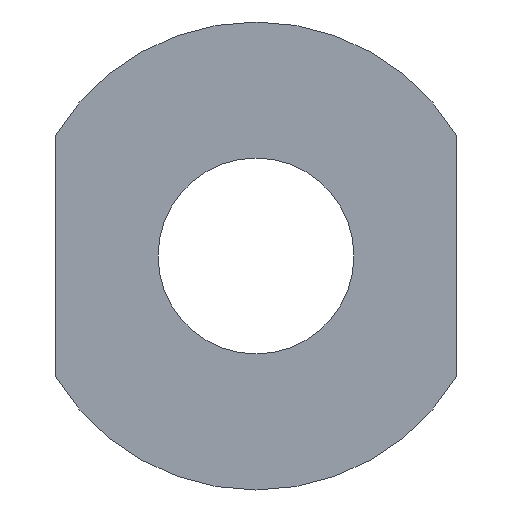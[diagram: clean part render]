
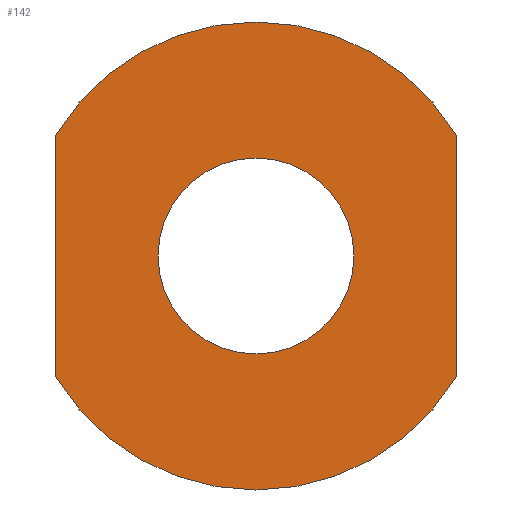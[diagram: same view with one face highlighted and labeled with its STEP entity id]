
A CAD part, front view. The second image highlights one B-rep face of the part: STEP entity #142.
In plain terms, the highlighted planar face has unit normal (0, -1, 0).
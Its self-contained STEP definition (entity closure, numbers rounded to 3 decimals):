
#1 = DIRECTION ( 'NONE',  ( 0., 1., 0. ) ) ;
#5 = EDGE_CURVE ( 'NONE', #96, #309, #85, .T. ) ;
#9 = CIRCLE ( 'NONE', #78, 1.465 ) ;
#24 = AXIS2_PLACEMENT_3D ( 'NONE', #287, #171, #47 ) ;
#26 = PLANE ( 'NONE',  #140 ) ;
#28 = DIRECTION ( 'NONE',  ( 0., 0., 1. ) ) ;
#37 = DIRECTION ( 'NONE',  ( 0., 1., 0. ) ) ;
#40 = AXIS2_PLACEMENT_3D ( 'NONE', #247, #204, #28 ) ;
#42 = ORIENTED_EDGE ( 'NONE', *, *, #310, .T. ) ;
#47 = DIRECTION ( 'NONE',  ( 0., 0., 1. ) ) ;
#57 = VECTOR ( 'NONE', #113, 1000. ) ;
#60 = FACE_OUTER_BOUND ( 'NONE', #72, .T. ) ;
#62 = LINE ( 'NONE', #260, #57 ) ;
#63 = CIRCLE ( 'NONE', #191, 3.5 ) ;
#72 = EDGE_LOOP ( 'NONE', ( #126, #42, #184, #168, #278 ) ) ;
#74 = VERTEX_POINT ( 'NONE', #86 ) ;
#78 = AXIS2_PLACEMENT_3D ( 'NONE', #256, #143, #148 ) ;
#80 = CARTESIAN_POINT ( 'NONE',  ( -3., 0., -1.803 ) ) ;
#82 = DIRECTION ( 'NONE',  ( 0., 0., 1. ) ) ;
#85 = CIRCLE ( 'NONE', #24, 3.5 ) ;
#86 = CARTESIAN_POINT ( 'NONE',  ( 3., 0., -1.803 ) ) ;
#96 = VERTEX_POINT ( 'NONE', #276 ) ;
#98 = EDGE_LOOP ( 'NONE', ( #189, #243 ) ) ;
#105 = FACE_BOUND ( 'NONE', #98, .T. ) ;
#113 = DIRECTION ( 'NONE',  ( 0., 0., 1. ) ) ;
#114 = CIRCLE ( 'NONE', #196, 3.5 ) ;
#119 = EDGE_CURVE ( 'NONE', #205, #306, #63, .T. ) ;
#122 = CARTESIAN_POINT ( 'NONE',  ( 0., 0., 1.465 ) ) ;
#124 = EDGE_CURVE ( 'NONE', #262, #187, #286, .T. ) ;
#126 = ORIENTED_EDGE ( 'NONE', *, *, #213, .F. ) ;
#140 = AXIS2_PLACEMENT_3D ( 'NONE', #176, #272, #159 ) ;
#142 = ADVANCED_FACE ( 'NONE', ( #105, #60 ), #26, .F. ) ;
#143 = DIRECTION ( 'NONE',  ( 0., 1., 0. ) ) ;
#148 = DIRECTION ( 'NONE',  ( 0., 0., 1. ) ) ;
#150 = DIRECTION ( 'NONE',  ( 0., 0., 1. ) ) ;
#159 = DIRECTION ( 'NONE',  ( 0., 0., 1. ) ) ;
#162 = CARTESIAN_POINT ( 'NONE',  ( 0., 0., 0. ) ) ;
#164 = CARTESIAN_POINT ( 'NONE',  ( 0., 0., 0. ) ) ;
#168 = ORIENTED_EDGE ( 'NONE', *, *, #227, .F. ) ;
#171 = DIRECTION ( 'NONE',  ( 0., 1., 0. ) ) ;
#176 = CARTESIAN_POINT ( 'NONE',  ( 0., 0., 0. ) ) ;
#183 = CARTESIAN_POINT ( 'NONE',  ( -3., 0., 1.803 ) ) ;
#184 = ORIENTED_EDGE ( 'NONE', *, *, #119, .F. ) ;
#187 = VERTEX_POINT ( 'NONE', #122 ) ;
#189 = ORIENTED_EDGE ( 'NONE', *, *, #124, .T. ) ;
#191 = AXIS2_PLACEMENT_3D ( 'NONE', #162, #1, #82 ) ;
#192 = EDGE_CURVE ( 'NONE', #187, #262, #9, .T. ) ;
#196 = AXIS2_PLACEMENT_3D ( 'NONE', #164, #37, #215 ) ;
#199 = LINE ( 'NONE', #313, #298 ) ;
#204 = DIRECTION ( 'NONE',  ( 0., 1., 0. ) ) ;
#205 = VERTEX_POINT ( 'NONE', #183 ) ;
#213 = EDGE_CURVE ( 'NONE', #74, #96, #114, .T. ) ;
#215 = DIRECTION ( 'NONE',  ( 0., 0., 1. ) ) ;
#227 = EDGE_CURVE ( 'NONE', #309, #205, #62, .T. ) ;
#243 = ORIENTED_EDGE ( 'NONE', *, *, #192, .T. ) ;
#247 = CARTESIAN_POINT ( 'NONE',  ( 0., 0., 0. ) ) ;
#254 = CARTESIAN_POINT ( 'NONE',  ( 0., 0., -1.465 ) ) ;
#256 = CARTESIAN_POINT ( 'NONE',  ( 0., 0., 0. ) ) ;
#260 = CARTESIAN_POINT ( 'NONE',  ( -3., 0., -3.134 ) ) ;
#262 = VERTEX_POINT ( 'NONE', #254 ) ;
#272 = DIRECTION ( 'NONE',  ( 0., 1., 0. ) ) ;
#276 = CARTESIAN_POINT ( 'NONE',  ( 0., 0., -3.5 ) ) ;
#278 = ORIENTED_EDGE ( 'NONE', *, *, #5, .F. ) ;
#286 = CIRCLE ( 'NONE', #40, 1.465 ) ;
#287 = CARTESIAN_POINT ( 'NONE',  ( 0., 0., 0. ) ) ;
#291 = CARTESIAN_POINT ( 'NONE',  ( 3., 0., 1.803 ) ) ;
#298 = VECTOR ( 'NONE', #150, 1000. ) ;
#306 = VERTEX_POINT ( 'NONE', #291 ) ;
#309 = VERTEX_POINT ( 'NONE', #80 ) ;
#310 = EDGE_CURVE ( 'NONE', #74, #306, #199, .T. ) ;
#313 = CARTESIAN_POINT ( 'NONE',  ( 3., 0., -3.134 ) ) ;
